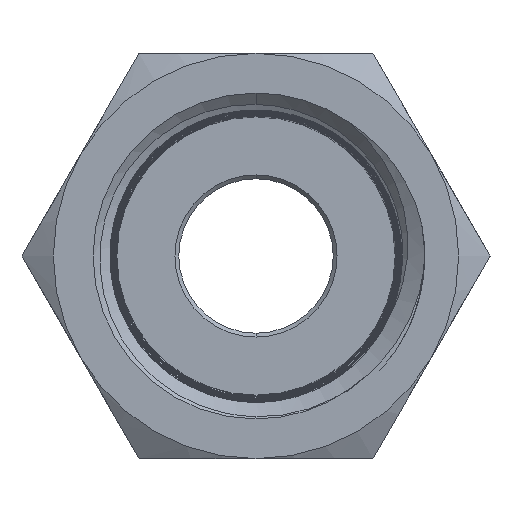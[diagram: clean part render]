
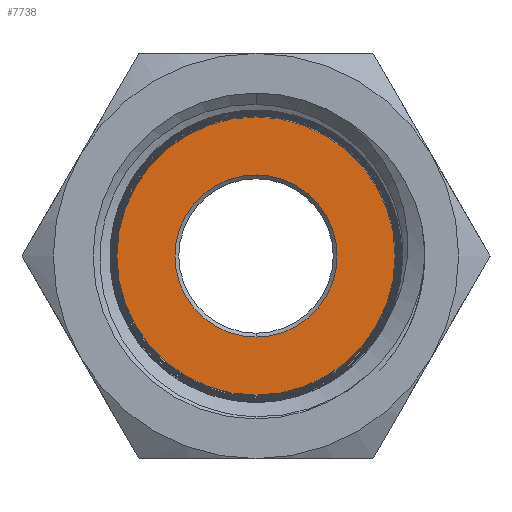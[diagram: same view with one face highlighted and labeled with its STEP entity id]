
A CAD part, front view. The second image highlights one B-rep face of the part: STEP entity #7738.
In plain terms, the highlighted planar face has unit normal (0, -1, 0).
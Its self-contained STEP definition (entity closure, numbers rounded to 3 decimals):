
#229 = EDGE_CURVE ( 'NONE', #6475, #34033, #38569, .T. ) ;
#789 = CIRCLE ( 'NONE', #12166, 7.209 ) ;
#2112 = CARTESIAN_POINT ( 'NONE',  ( 0., -7.7, 7.209 ) ) ;
#2799 = EDGE_LOOP ( 'NONE', ( #3011, #24684 ) ) ;
#3011 = ORIENTED_EDGE ( 'NONE', *, *, #229, .T. ) ;
#3082 = EDGE_CURVE ( 'NONE', #34033, #6475, #789, .T. ) ;
#5981 = CARTESIAN_POINT ( 'NONE',  ( 0., -7.7, 0. ) ) ;
#6475 = VERTEX_POINT ( 'NONE', #26158 ) ;
#6943 = EDGE_CURVE ( 'NONE', #24485, #22394, #14578, .T. ) ;
#7032 = DIRECTION ( 'NONE',  ( 0., 0., -1. ) ) ;
#7738 = ADVANCED_FACE ( 'NONE', ( #21686, #13509 ), #20733, .T. ) ;
#8531 = EDGE_LOOP ( 'NONE', ( #15939, #15846 ) ) ;
#9020 = DIRECTION ( 'NONE',  ( 0., 0., -1. ) ) ;
#9431 = CARTESIAN_POINT ( 'NONE',  ( 0., -7.7, 0. ) ) ;
#10090 = CARTESIAN_POINT ( 'NONE',  ( 0., -7.7, 0. ) ) ;
#10673 = CARTESIAN_POINT ( 'NONE',  ( 0., -7.7, 0. ) ) ;
#11091 = CARTESIAN_POINT ( 'NONE',  ( 0., -7.7, -4.2 ) ) ;
#11529 = AXIS2_PLACEMENT_3D ( 'NONE', #5981, #27311, #9020 ) ;
#11620 = CARTESIAN_POINT ( 'NONE',  ( 0., -7.7, 0. ) ) ;
#11876 = CIRCLE ( 'NONE', #30469, 4.2 ) ;
#12166 = AXIS2_PLACEMENT_3D ( 'NONE', #10673, #31946, #13750 ) ;
#12486 = DIRECTION ( 'NONE',  ( 0., 0., -1. ) ) ;
#13509 = FACE_OUTER_BOUND ( 'NONE', #2799, .T. ) ;
#13750 = DIRECTION ( 'NONE',  ( 0., 0., -1. ) ) ;
#14578 = CIRCLE ( 'NONE', #11529, 4.2 ) ;
#14704 = DIRECTION ( 'NONE',  ( 0., 0., -1. ) ) ;
#15399 = AXIS2_PLACEMENT_3D ( 'NONE', #11620, #32895, #14704 ) ;
#15846 = ORIENTED_EDGE ( 'NONE', *, *, #18058, .T. ) ;
#15939 = ORIENTED_EDGE ( 'NONE', *, *, #6943, .T. ) ;
#18058 = EDGE_CURVE ( 'NONE', #22394, #24485, #11876, .T. ) ;
#20733 = PLANE ( 'NONE',  #15399 ) ;
#21686 = FACE_BOUND ( 'NONE', #8531, .T. ) ;
#22394 = VERTEX_POINT ( 'NONE', #27740 ) ;
#22582 = AXIS2_PLACEMENT_3D ( 'NONE', #10090, #28353, #7032 ) ;
#24485 = VERTEX_POINT ( 'NONE', #11091 ) ;
#24684 = ORIENTED_EDGE ( 'NONE', *, *, #3082, .T. ) ;
#26158 = CARTESIAN_POINT ( 'NONE',  ( 0., -7.7, -7.209 ) ) ;
#27311 = DIRECTION ( 'NONE',  ( 0., 1., 0. ) ) ;
#27740 = CARTESIAN_POINT ( 'NONE',  ( 0., -7.7, 4.2 ) ) ;
#28353 = DIRECTION ( 'NONE',  ( 0., -1., 0. ) ) ;
#30469 = AXIS2_PLACEMENT_3D ( 'NONE', #9431, #30716, #12486 ) ;
#30716 = DIRECTION ( 'NONE',  ( 0., 1., 0. ) ) ;
#31946 = DIRECTION ( 'NONE',  ( 0., -1., 0. ) ) ;
#32895 = DIRECTION ( 'NONE',  ( 0., -1., 0. ) ) ;
#34033 = VERTEX_POINT ( 'NONE', #2112 ) ;
#38569 = CIRCLE ( 'NONE', #22582, 7.209 ) ;
